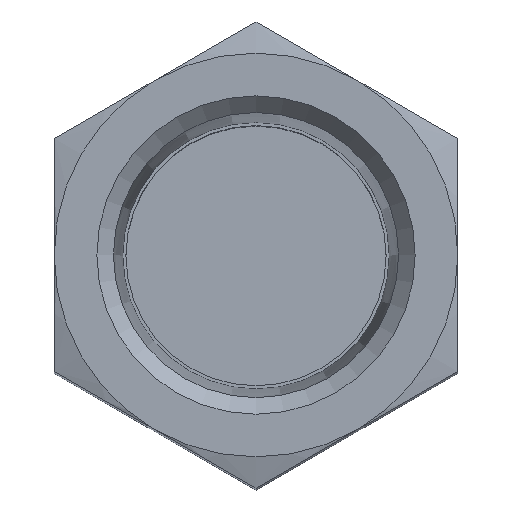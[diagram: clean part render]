
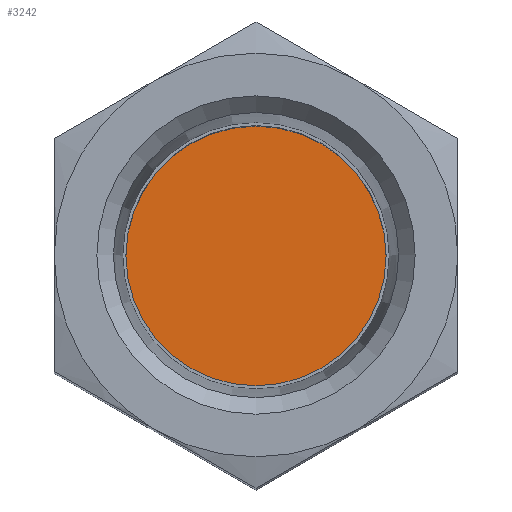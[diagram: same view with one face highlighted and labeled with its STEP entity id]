
A CAD part, top view. The second image highlights one B-rep face of the part: STEP entity #3242.
In plain terms, the highlighted planar face has unit normal (0, 0, 1).
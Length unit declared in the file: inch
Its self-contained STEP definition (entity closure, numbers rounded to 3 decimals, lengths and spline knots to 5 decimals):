
#3222=CARTESIAN_POINT('',(0.282,0.,1.865));
#3223=VERTEX_POINT('',#3222);
#3224=CARTESIAN_POINT('',(0.0,0.,1.865));
#3225=DIRECTION('',(0.0,0.0,1.0));
#3226=DIRECTION('',(-1.0,0.0,0.0));
#3227=AXIS2_PLACEMENT_3D('',#3224,#3225,#3226);
#3228=CIRCLE('',#3227,0.282);
#3229=EDGE_CURVE('',#3223,#3223,#3228,.T.);
#3234=CARTESIAN_POINT('',(0.0,0.,1.865));
#3235=DIRECTION('',(0.0,0.0,-1.0));
#3236=DIRECTION('',(-1.0,0.0,0.0));
#3237=AXIS2_PLACEMENT_3D('',#3234,#3235,#3236);
#3238=PLANE('',#3237);
#3239=ORIENTED_EDGE('',*,*,#3229,.T.);
#3240=EDGE_LOOP('',(#3239));
#3241=FACE_OUTER_BOUND('',#3240,.T.);
#3242=ADVANCED_FACE('',(#3241),#3238,.F.);
